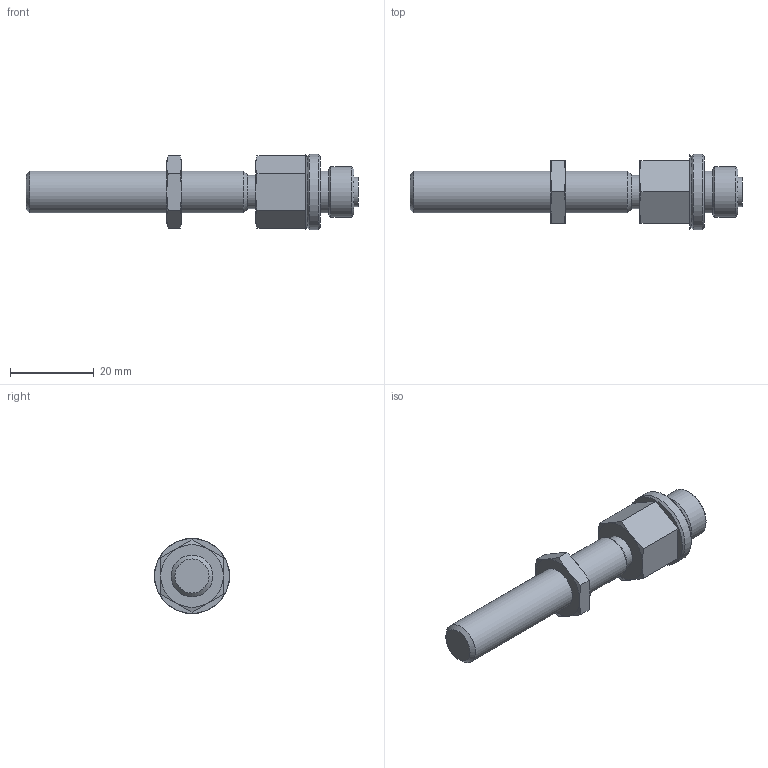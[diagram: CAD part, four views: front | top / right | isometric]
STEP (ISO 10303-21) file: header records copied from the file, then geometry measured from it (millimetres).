
FILE_DESCRIPTION((''),'2;1');
FILE_NAME('MSD-AS2.stp','2012-11-22T13:55:05',('hartung_david'),(''),'Autodesk Inventor 2012','Autodesk Inventor 2012','');
FILE_SCHEMA(('AUTOMOTIVE_DESIGN { 1 0 10303 214 1 1 1 1 }'));
Length unit declared in the file: millimetre
Products named in the file (1): MSD-AS2
Bounding box: 79.5 x 18 x 18 mm (x, y, z)
Volume: 8704.6 mm3; surface area: 3810.7 mm2
Topology: 1 solids, 1 shells, 55 faces, 109 edges, 65 vertices
Faces by surface type: cone 25, plane 23, cylinder 7
Full cylindrical faces by diameter (mm): 7 x1, 8 x1, 10 x3, 12 x1, 18 x1
Entity records: 1326 total; most frequent: CARTESIAN_POINT 286, DIRECTION 210, ORIENTED_EDGE 188, AXIS2_PLACEMENT_3D 96, EDGE_CURVE 94, EDGE_LOOP 78, VERTEX_POINT 64, FACE_OUTER_BOUND 55
